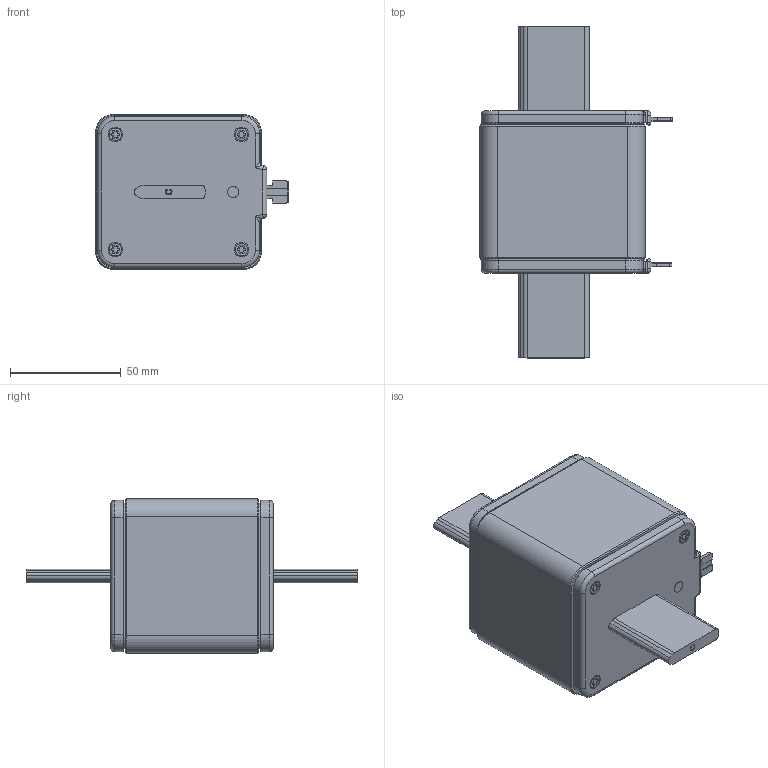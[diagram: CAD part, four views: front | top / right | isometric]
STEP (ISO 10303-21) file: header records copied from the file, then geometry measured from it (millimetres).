
FILE_DESCRIPTION (( 'STEP AP203' ), '1' );
FILE_NAME ('Assy -263.step', '2017-08-24T14:29:17', ( '' ), ( '' ), 'SwSTEP 2.0', 'SolidWorks 2013', '' );
FILE_SCHEMA (( 'CONFIG_CONTROL_DESIGN' ));
Length unit declared in the file: millimetre
Products named in the file (1): Assy -263
Bounding box: 87.25 x 150 x 70 mm (x, y, z)
Volume: 392803 mm3; surface area: 37953.2 mm2
Topology: 1 solids, 1 shells, 511 faces, 1342 edges, 853 vertices
Faces by surface type: cylinder 255, plane 163, torus 47, bspline 24, cone 16, sphere 6
Entity records: 17479 total; most frequent: CARTESIAN_POINT 4551, DIRECTION 2836, ORIENTED_EDGE 2668, EDGE_CURVE 1334, AXIS2_PLACEMENT_3D 1094, VERTEX_POINT 853, VECTOR 648, LINE 648
